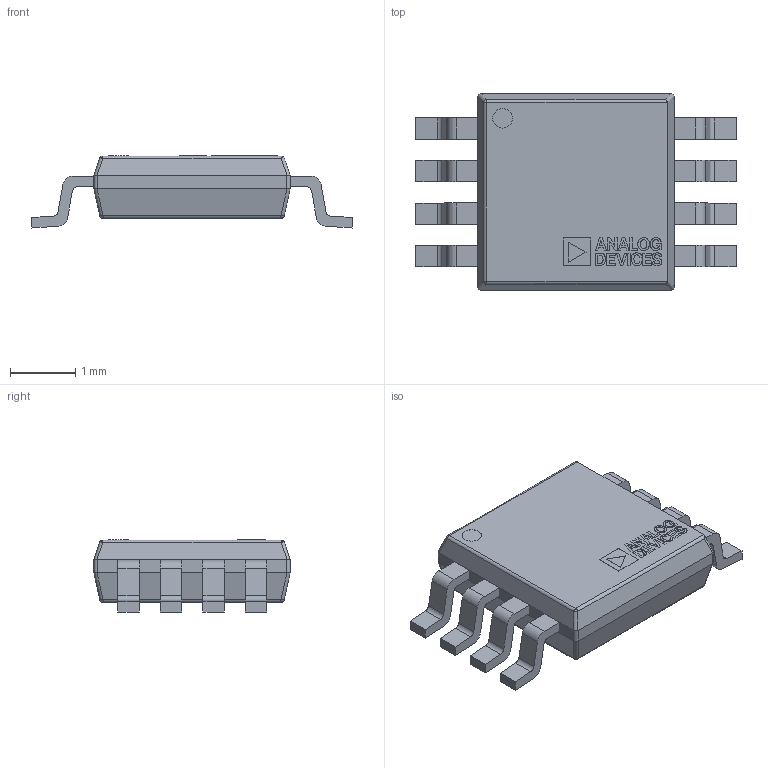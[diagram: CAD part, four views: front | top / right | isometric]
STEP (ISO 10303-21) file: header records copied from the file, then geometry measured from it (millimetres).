
FILE_DESCRIPTION(/* description */ (''),/* implementation_level */ '2;1');
FILE_NAME(/* name */ 'MSOP8.stp',/* time_stamp */ '2019-09-23T21:03:56+02:00',/* author */ ('khaled'),/* organization */ (''),/* preprocessor_version */ 'ST-DEVELOPER v17.2',/* originating_system */ 'Autodesk Inventor 2019',/* authorisation */ '');
FILE_SCHEMA (('AUTOMOTIVE_DESIGN { 1 0 10303 214 3 1 1 }'));
Length unit declared in the file: millimetre
Products named in the file (6): max_Tsop16; IC_BODY; IC_LEG; circle; IC_LEG_MIR8; Analog Devices
Assembly tree (11 placements, depth 2):
  max_Tsop16
    IC_BODY
    IC_LEG  x4
    circle
    IC_LEG_MIR8  x4
    Analog Devices
Bounding box: 4.9 x 3 x 1.1 mm (x, y, z)
Volume: 8.8 mm3; surface area: 40.5 mm2
Topology: 24 solids, 24 shells, 319 faces, 795 edges, 524 vertices
Faces by surface type: plane 226, cylinder 52, bspline 35, sphere 6
Full cylindrical faces by diameter (mm): 0.3 x1
Entity records: 7376 total; most frequent: CARTESIAN_POINT 1666, ORIENTED_EDGE 1158, DIRECTION 1007, EDGE_CURVE 579, LINE 445, VECTOR 445, VERTEX_POINT 380, AXIS2_PLACEMENT_3D 281
